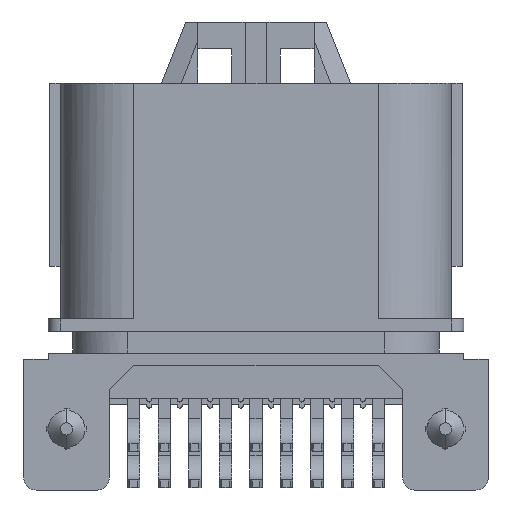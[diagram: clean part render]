
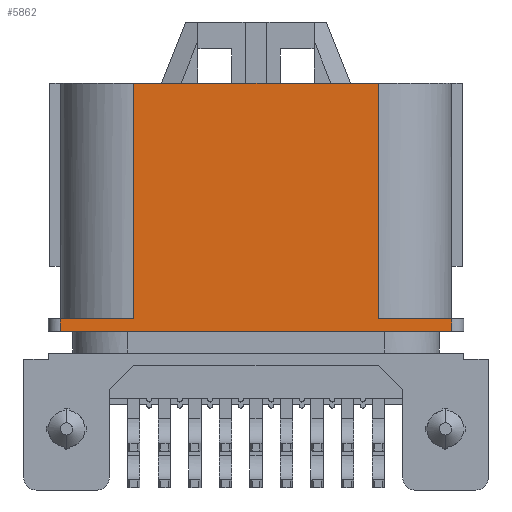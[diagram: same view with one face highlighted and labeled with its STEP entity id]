
A CAD part, front view. The second image highlights one B-rep face of the part: STEP entity #5862.
In plain terms, the highlighted free-form (B-spline) face has degree [1, 1] with [2, 2] control points.
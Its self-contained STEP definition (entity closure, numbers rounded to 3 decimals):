
#282 = EDGE_CURVE ( 'NONE', #17132, #18785, #6050, .T. ) ;
#360 = ORIENTED_EDGE ( 'NONE', *, *, #9905, .T. ) ;
#385 = CARTESIAN_POINT ( 'NONE',  ( 16., -8.2, 0. ) ) ;
#435 = CARTESIAN_POINT ( 'NONE',  ( -10., -8.2, 0. ) ) ;
#517 = CARTESIAN_POINT ( 'NONE',  ( -10., -8.2, -19.3 ) ) ;
#920 = B_SPLINE_SURFACE_WITH_KNOTS ( 'NONE', 1, 1, ( 
 ( #4592, #385 ),
 ( #1815, #10661 ) ),
 .UNSPECIFIED., .F., .F., .F.,
 ( 2, 2 ),
 ( 2, 2 ),
 ( 0., 1. ),
 ( 0., 1. ),
 .UNSPECIFIED. ) ;
#1209 = CARTESIAN_POINT ( 'NONE',  ( -16., -8.2, -20.3 ) ) ;
#1384 = CARTESIAN_POINT ( 'NONE',  ( -10., -8.2, -19.3 ) ) ;
#1393 = EDGE_CURVE ( 'NONE', #5924, #16804, #4189, .T. ) ;
#1690 = CARTESIAN_POINT ( 'NONE',  ( -16., -8.2, -19.3 ) ) ;
#1736 = ORIENTED_EDGE ( 'NONE', *, *, #3907, .T. ) ;
#1815 = CARTESIAN_POINT ( 'NONE',  ( -16., -8.2, -20.3 ) ) ;
#2108 = EDGE_CURVE ( 'NONE', #18785, #11612, #13799, .T. ) ;
#2619 = B_SPLINE_CURVE_WITH_KNOTS ( 'NONE', 1,
 ( #517, #7401 ),
 .UNSPECIFIED., .F., .F.,
 ( 2, 2 ),
 ( 0., 1. ),
 .UNSPECIFIED. ) ;
#2806 = EDGE_LOOP ( 'NONE', ( #3646, #17032, #360, #11769, #1736, #12330, #17510, #3062 ) ) ;
#3023 = CARTESIAN_POINT ( 'NONE',  ( -16., -8.2, -20.3 ) ) ;
#3062 = ORIENTED_EDGE ( 'NONE', *, *, #6382, .T. ) ;
#3646 = ORIENTED_EDGE ( 'NONE', *, *, #9653, .T. ) ;
#3907 = EDGE_CURVE ( 'NONE', #11372, #17132, #5312, .T. ) ;
#4189 = B_SPLINE_CURVE_WITH_KNOTS ( 'NONE', 1,
 ( #435, #14508 ),
 .UNSPECIFIED., .F., .F.,
 ( 2, 2 ),
 ( 0., 1. ),
 .UNSPECIFIED. ) ;
#4592 = CARTESIAN_POINT ( 'NONE',  ( -16., -8.2, 0. ) ) ;
#5312 = B_SPLINE_CURVE_WITH_KNOTS ( 'NONE', 1,
 ( #1209, #8182 ),
 .UNSPECIFIED., .F., .F.,
 ( 2, 2 ),
 ( 0., 1. ),
 .UNSPECIFIED. ) ;
#5414 = CARTESIAN_POINT ( 'NONE',  ( -10., -8.2, 0. ) ) ;
#5862 = ADVANCED_FACE ( 'NONE', ( #16275 ), #920, .T. ) ;
#5924 = VERTEX_POINT ( 'NONE', #12097 ) ;
#6050 = B_SPLINE_CURVE_WITH_KNOTS ( 'NONE', 1,
 ( #15107, #7883 ),
 .UNSPECIFIED., .F., .F.,
 ( 2, 2 ),
 ( 0., 1. ),
 .UNSPECIFIED. ) ;
#6382 = EDGE_CURVE ( 'NONE', #11612, #7026, #13237, .T. ) ;
#6594 = CARTESIAN_POINT ( 'NONE',  ( 10., -8.2, 0. ) ) ;
#7026 = VERTEX_POINT ( 'NONE', #6594 ) ;
#7077 = B_SPLINE_CURVE_WITH_KNOTS ( 'NONE', 1,
 ( #1690, #3023 ),
 .UNSPECIFIED., .F., .F.,
 ( 2, 2 ),
 ( 0., 1. ),
 .UNSPECIFIED. ) ;
#7401 = CARTESIAN_POINT ( 'NONE',  ( -16., -8.2, -19.3 ) ) ;
#7883 = CARTESIAN_POINT ( 'NONE',  ( 16., -8.2, -19.3 ) ) ;
#7945 = VERTEX_POINT ( 'NONE', #18330 ) ;
#8112 = CARTESIAN_POINT ( 'NONE',  ( 10., -8.2, -19.3 ) ) ;
#8182 = CARTESIAN_POINT ( 'NONE',  ( 16., -8.2, -20.3 ) ) ;
#9653 = EDGE_CURVE ( 'NONE', #7026, #5924, #13756, .T. ) ;
#9905 = EDGE_CURVE ( 'NONE', #16804, #7945, #2619, .T. ) ;
#10661 = CARTESIAN_POINT ( 'NONE',  ( 16., -8.2, -20.3 ) ) ;
#10728 = CARTESIAN_POINT ( 'NONE',  ( 16., -8.2, -19.3 ) ) ;
#10908 = CARTESIAN_POINT ( 'NONE',  ( 10., -8.2, 0. ) ) ;
#10958 = EDGE_CURVE ( 'NONE', #7945, #11372, #7077, .T. ) ;
#11305 = CARTESIAN_POINT ( 'NONE',  ( 10., -8.2, 0. ) ) ;
#11372 = VERTEX_POINT ( 'NONE', #16575 ) ;
#11612 = VERTEX_POINT ( 'NONE', #14295 ) ;
#11769 = ORIENTED_EDGE ( 'NONE', *, *, #10958, .T. ) ;
#12097 = CARTESIAN_POINT ( 'NONE',  ( -10., -8.2, 0. ) ) ;
#12330 = ORIENTED_EDGE ( 'NONE', *, *, #282, .T. ) ;
#13237 = B_SPLINE_CURVE_WITH_KNOTS ( 'NONE', 1,
 ( #14078, #11305 ),
 .UNSPECIFIED., .F., .F.,
 ( 2, 2 ),
 ( 0., 1. ),
 .UNSPECIFIED. ) ;
#13714 = CARTESIAN_POINT ( 'NONE',  ( 16., -8.2, -19.3 ) ) ;
#13756 = B_SPLINE_CURVE_WITH_KNOTS ( 'NONE', 1,
 ( #10908, #5414 ),
 .UNSPECIFIED., .F., .F.,
 ( 2, 2 ),
 ( 0., 1. ),
 .UNSPECIFIED. ) ;
#13799 = B_SPLINE_CURVE_WITH_KNOTS ( 'NONE', 1,
 ( #13714, #8112 ),
 .UNSPECIFIED., .F., .F.,
 ( 2, 2 ),
 ( 0., 1. ),
 .UNSPECIFIED. ) ;
#14078 = CARTESIAN_POINT ( 'NONE',  ( 10., -8.2, -19.3 ) ) ;
#14295 = CARTESIAN_POINT ( 'NONE',  ( 10., -8.2, -19.3 ) ) ;
#14508 = CARTESIAN_POINT ( 'NONE',  ( -10., -8.2, -19.3 ) ) ;
#15107 = CARTESIAN_POINT ( 'NONE',  ( 16., -8.2, -20.3 ) ) ;
#16275 = FACE_OUTER_BOUND ( 'NONE', #2806, .T. ) ;
#16575 = CARTESIAN_POINT ( 'NONE',  ( -16., -8.2, -20.3 ) ) ;
#16804 = VERTEX_POINT ( 'NONE', #1384 ) ;
#17032 = ORIENTED_EDGE ( 'NONE', *, *, #1393, .T. ) ;
#17132 = VERTEX_POINT ( 'NONE', #18835 ) ;
#17510 = ORIENTED_EDGE ( 'NONE', *, *, #2108, .T. ) ;
#18330 = CARTESIAN_POINT ( 'NONE',  ( -16., -8.2, -19.3 ) ) ;
#18785 = VERTEX_POINT ( 'NONE', #10728 ) ;
#18835 = CARTESIAN_POINT ( 'NONE',  ( 16., -8.2, -20.3 ) ) ;
